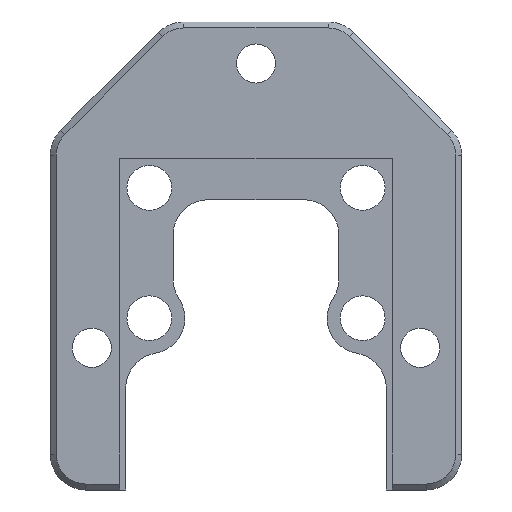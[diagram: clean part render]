
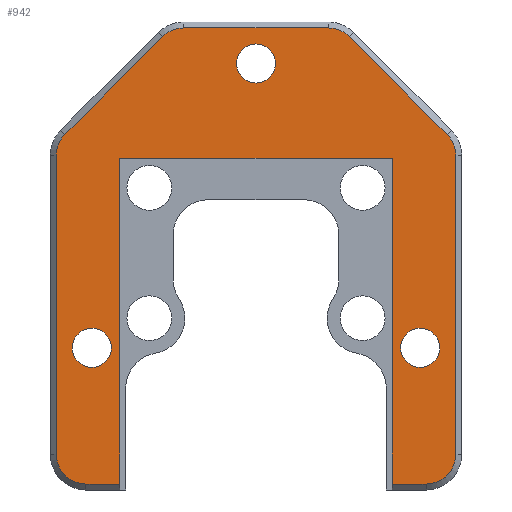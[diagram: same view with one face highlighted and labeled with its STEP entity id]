
A CAD part, left-side view. The second image highlights one B-rep face of the part: STEP entity #942.
In plain terms, the highlighted planar face has unit normal (-1, 0, 0).
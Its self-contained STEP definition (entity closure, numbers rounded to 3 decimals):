
#36=FACE_BOUND('',#170,.T.);
#37=FACE_BOUND('',#171,.T.);
#38=FACE_BOUND('',#172,.T.);
#50=CIRCLE('',#997,2.5);
#52=CIRCLE('',#1001,2.5);
#54=CIRCLE('',#1005,2.5);
#56=CIRCLE('',#1009,2.5);
#58=CIRCLE('',#1013,2.5);
#60=CIRCLE('',#1017,2.5);
#62=CIRCLE('',#1021,1.65);
#63=CIRCLE('',#1022,1.65);
#64=CIRCLE('',#1023,1.65);
#117=FACE_OUTER_BOUND('',#169,.T.);
#169=EDGE_LOOP('',(#680,#681,#682,#683,#684,#685,#686,#687,#688,#689,#690,
#691,#692,#693,#694,#695));
#170=EDGE_LOOP('',(#696));
#171=EDGE_LOOP('',(#697));
#172=EDGE_LOOP('',(#698));
#225=LINE('',#1396,#315);
#228=LINE('',#1407,#318);
#232=LINE('',#1419,#322);
#236=LINE('',#1431,#326);
#240=LINE('',#1443,#330);
#244=LINE('',#1455,#334);
#248=LINE('',#1467,#338);
#250=LINE('',#1471,#340);
#251=LINE('',#1473,#341);
#252=LINE('',#1474,#342);
#315=VECTOR('',#1102,10.);
#318=VECTOR('',#1113,10.);
#322=VECTOR('',#1125,10.);
#326=VECTOR('',#1137,10.);
#330=VECTOR('',#1149,10.);
#334=VECTOR('',#1161,10.);
#338=VECTOR('',#1173,10.);
#340=VECTOR('',#1177,10.);
#341=VECTOR('',#1178,10.);
#342=VECTOR('',#1179,10.);
#402=VERTEX_POINT('',#1389);
#405=VERTEX_POINT('',#1394);
#407=VERTEX_POINT('',#1399);
#409=VERTEX_POINT('',#1405);
#411=VERTEX_POINT('',#1411);
#413=VERTEX_POINT('',#1417);
#415=VERTEX_POINT('',#1423);
#417=VERTEX_POINT('',#1429);
#419=VERTEX_POINT('',#1435);
#421=VERTEX_POINT('',#1441);
#423=VERTEX_POINT('',#1447);
#425=VERTEX_POINT('',#1453);
#427=VERTEX_POINT('',#1459);
#429=VERTEX_POINT('',#1465);
#430=VERTEX_POINT('',#1470);
#431=VERTEX_POINT('',#1472);
#432=VERTEX_POINT('',#1475);
#433=VERTEX_POINT('',#1477);
#434=VERTEX_POINT('',#1479);
#493=EDGE_CURVE('',#405,#402,#225,.T.);
#495=EDGE_CURVE('',#407,#405,#50,.T.);
#498=EDGE_CURVE('',#409,#407,#228,.T.);
#501=EDGE_CURVE('',#411,#409,#52,.T.);
#504=EDGE_CURVE('',#413,#411,#232,.T.);
#507=EDGE_CURVE('',#415,#413,#54,.T.);
#510=EDGE_CURVE('',#417,#415,#236,.T.);
#513=EDGE_CURVE('',#419,#417,#56,.T.);
#516=EDGE_CURVE('',#421,#419,#240,.T.);
#519=EDGE_CURVE('',#423,#421,#58,.T.);
#522=EDGE_CURVE('',#425,#423,#244,.T.);
#525=EDGE_CURVE('',#427,#425,#60,.T.);
#528=EDGE_CURVE('',#429,#427,#248,.T.);
#530=EDGE_CURVE('',#429,#430,#250,.T.);
#531=EDGE_CURVE('',#430,#431,#251,.T.);
#532=EDGE_CURVE('',#431,#402,#252,.T.);
#533=EDGE_CURVE('',#432,#432,#62,.T.);
#534=EDGE_CURVE('',#433,#433,#63,.T.);
#535=EDGE_CURVE('',#434,#434,#64,.T.);
#680=ORIENTED_EDGE('',*,*,#493,.F.);
#681=ORIENTED_EDGE('',*,*,#495,.F.);
#682=ORIENTED_EDGE('',*,*,#498,.F.);
#683=ORIENTED_EDGE('',*,*,#501,.F.);
#684=ORIENTED_EDGE('',*,*,#504,.F.);
#685=ORIENTED_EDGE('',*,*,#507,.F.);
#686=ORIENTED_EDGE('',*,*,#510,.F.);
#687=ORIENTED_EDGE('',*,*,#513,.F.);
#688=ORIENTED_EDGE('',*,*,#516,.F.);
#689=ORIENTED_EDGE('',*,*,#519,.F.);
#690=ORIENTED_EDGE('',*,*,#522,.F.);
#691=ORIENTED_EDGE('',*,*,#525,.F.);
#692=ORIENTED_EDGE('',*,*,#528,.F.);
#693=ORIENTED_EDGE('',*,*,#530,.T.);
#694=ORIENTED_EDGE('',*,*,#531,.T.);
#695=ORIENTED_EDGE('',*,*,#532,.T.);
#696=ORIENTED_EDGE('',*,*,#533,.T.);
#697=ORIENTED_EDGE('',*,*,#534,.T.);
#698=ORIENTED_EDGE('',*,*,#535,.T.);
#911=PLANE('',#1020);
#942=ADVANCED_FACE('',(#117,#36,#37,#38),#911,.T.);
#997=AXIS2_PLACEMENT_3D('',#1401,#1106,#1107);
#1001=AXIS2_PLACEMENT_3D('',#1413,#1118,#1119);
#1005=AXIS2_PLACEMENT_3D('',#1425,#1130,#1131);
#1009=AXIS2_PLACEMENT_3D('',#1437,#1142,#1143);
#1013=AXIS2_PLACEMENT_3D('',#1449,#1154,#1155);
#1017=AXIS2_PLACEMENT_3D('',#1461,#1166,#1167);
#1020=AXIS2_PLACEMENT_3D('',#1469,#1175,#1176);
#1021=AXIS2_PLACEMENT_3D('',#1476,#1180,#1181);
#1022=AXIS2_PLACEMENT_3D('',#1478,#1182,#1183);
#1023=AXIS2_PLACEMENT_3D('',#1480,#1184,#1185);
#1102=DIRECTION('',(0.,1.,0.));
#1106=DIRECTION('center_axis',(1.,0.,0.));
#1107=DIRECTION('ref_axis',(0.,-0.707,-0.707));
#1113=DIRECTION('',(0.,0.,-1.));
#1118=DIRECTION('center_axis',(1.,0.,0.));
#1119=DIRECTION('ref_axis',(0.,-0.924,0.383));
#1125=DIRECTION('',(0.,-0.707,-0.707));
#1130=DIRECTION('center_axis',(1.,0.,0.));
#1131=DIRECTION('ref_axis',(0.,-0.383,0.924));
#1137=DIRECTION('',(0.,-1.,0.));
#1142=DIRECTION('center_axis',(1.,0.,0.));
#1143=DIRECTION('ref_axis',(0.,0.383,0.924));
#1149=DIRECTION('',(0.,-0.707,0.707));
#1154=DIRECTION('center_axis',(1.,0.,0.));
#1155=DIRECTION('ref_axis',(0.,0.924,0.383));
#1161=DIRECTION('',(0.,0.,1.));
#1166=DIRECTION('center_axis',(1.,0.,0.));
#1167=DIRECTION('ref_axis',(0.,0.707,-0.707));
#1173=DIRECTION('',(0.,1.,0.));
#1175=DIRECTION('center_axis',(-1.,0.,0.));
#1176=DIRECTION('ref_axis',(0.,0.,1.));
#1177=DIRECTION('',(0.,0.,1.));
#1178=DIRECTION('',(0.,-1.,0.));
#1179=DIRECTION('',(0.,0.,-1.));
#1180=DIRECTION('center_axis',(1.,0.,0.));
#1181=DIRECTION('ref_axis',(0.,0.,1.));
#1182=DIRECTION('center_axis',(1.,0.,0.));
#1183=DIRECTION('ref_axis',(0.,0.,1.));
#1184=DIRECTION('center_axis',(1.,0.,0.));
#1185=DIRECTION('ref_axis',(0.,0.,1.));
#1389=CARTESIAN_POINT('',(-8.5,29.766,-55.861));
#1394=CARTESIAN_POINT('',(-8.5,26.909,-55.861));
#1396=CARTESIAN_POINT('',(-8.5,35.766,-55.861));
#1399=CARTESIAN_POINT('',(-8.5,24.409,-53.361));
#1401=CARTESIAN_POINT('Origin',(-8.5,26.909,-53.361));
#1405=CARTESIAN_POINT('',(-8.5,24.409,-28.104));
#1407=CARTESIAN_POINT('',(-8.5,24.409,-46.486));
#1411=CARTESIAN_POINT('',(-8.5,25.142,-26.336));
#1413=CARTESIAN_POINT('Origin',(-8.5,26.909,-28.104));
#1417=CARTESIAN_POINT('',(-8.5,33.384,-18.093));
#1419=CARTESIAN_POINT('',(-8.5,28.665,-22.813));
#1423=CARTESIAN_POINT('',(-8.5,35.152,-17.361));
#1425=CARTESIAN_POINT('Origin',(-8.5,35.152,-19.861));
#1429=CARTESIAN_POINT('',(-8.5,47.38,-17.361));
#1431=CARTESIAN_POINT('',(-8.5,32.588,-17.361));
#1435=CARTESIAN_POINT('',(-8.5,49.147,-18.093));
#1437=CARTESIAN_POINT('Origin',(-8.5,47.38,-19.861));
#1441=CARTESIAN_POINT('',(-8.5,57.39,-26.336));
#1443=CARTESIAN_POINT('',(-8.5,53.867,-22.813));
#1447=CARTESIAN_POINT('',(-8.5,58.122,-28.104));
#1449=CARTESIAN_POINT('Origin',(-8.5,55.622,-28.104));
#1453=CARTESIAN_POINT('',(-8.5,58.122,-53.361));
#1455=CARTESIAN_POINT('',(-8.5,58.122,-26.736));
#1459=CARTESIAN_POINT('',(-8.5,55.622,-55.861));
#1461=CARTESIAN_POINT('Origin',(-8.5,55.622,-53.361));
#1465=CARTESIAN_POINT('',(-8.5,52.766,-55.861));
#1467=CARTESIAN_POINT('',(-8.5,49.944,-55.861));
#1469=CARTESIAN_POINT('Origin',(-8.5,41.266,-36.611));
#1470=CARTESIAN_POINT('',(-8.5,52.766,-28.361));
#1471=CARTESIAN_POINT('',(-8.5,52.766,-64.886));
#1472=CARTESIAN_POINT('',(-8.5,29.766,-28.361));
#1473=CARTESIAN_POINT('',(-8.5,52.766,-28.361));
#1474=CARTESIAN_POINT('',(-8.5,29.766,-28.361));
#1475=CARTESIAN_POINT('',(-8.5,27.409,-46.011));
#1476=CARTESIAN_POINT('Origin',(-8.5,27.409,-44.361));
#1477=CARTESIAN_POINT('',(-8.5,41.266,-22.011));
#1478=CARTESIAN_POINT('Origin',(-8.5,41.266,-20.361));
#1479=CARTESIAN_POINT('',(-8.5,55.122,-46.011));
#1480=CARTESIAN_POINT('Origin',(-8.5,55.122,-44.361));
